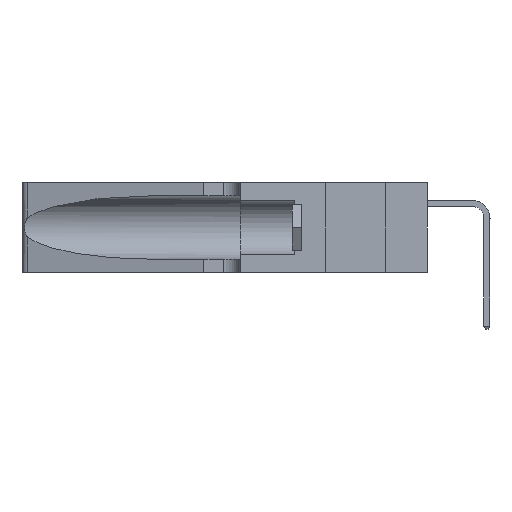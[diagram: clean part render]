
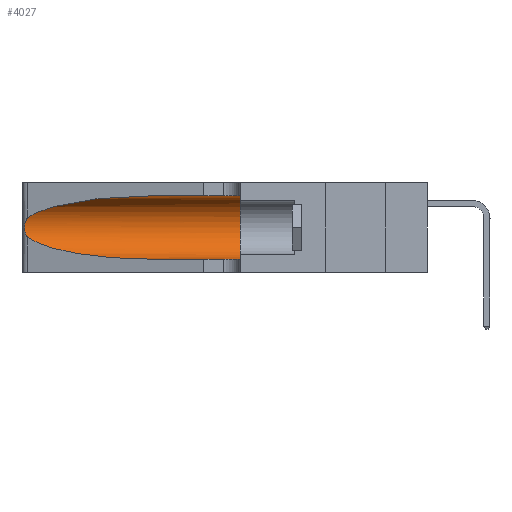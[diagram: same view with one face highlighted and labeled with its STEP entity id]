
A CAD part, left-side view. The second image highlights one B-rep face of the part: STEP entity #4027.
In plain terms, the highlighted cylindrical face has radius 3.308 mm (diameter 6.617 mm), a partial arc.
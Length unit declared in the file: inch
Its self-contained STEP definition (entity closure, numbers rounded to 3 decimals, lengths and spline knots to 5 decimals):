
#245 = ORIENTED_EDGE ( 'NONE', *, *, #1240, .T. ) ;
#335 = CARTESIAN_POINT ( 'NONE',  ( 0.1305, 1.61858, 0.31525 ) ) ;
#453 = CARTESIAN_POINT ( 'NONE',  ( 0.18966, 0.96281, 0.05475 ) ) ;
#557 = DIRECTION ( 'NONE',  ( 0., -1., 0. ) ) ;
#1240 = EDGE_CURVE ( 'NONE', #10847, #3692, #20059, .T. ) ;
#1339 = CARTESIAN_POINT ( 'NONE',  ( 0.1305, 0.35, 0.05475 ) ) ;
#1600 = EDGE_LOOP ( 'NONE', ( #11071, #245, #23252, #7602, #23800, #4180 ) ) ;
#2123 = AXIS2_PLACEMENT_3D ( 'NONE', #19631, #557, #14044 ) ;
#2359 = EDGE_CURVE ( 'NONE', #14630, #10847, #15728, .T. ) ;
#3692 = VERTEX_POINT ( 'NONE', #15086 ) ;
#4027 = ADVANCED_FACE ( 'NONE', ( #8491 ), #22326, .F. ) ;
#4180 = ORIENTED_EDGE ( 'NONE', *, *, #11036, .F. ) ;
#5738 = VECTOR ( 'NONE', #19584, 39.37008 ) ;
#6695 = CARTESIAN_POINT ( 'NONE',  ( 0.25555, 1.22994, 0.2215 ) ) ;
#7539 = VERTEX_POINT ( 'NONE', #12658 ) ;
#7602 = ORIENTED_EDGE ( 'NONE', *, *, #20123, .T. ) ;
#7786 = CARTESIAN_POINT ( 'NONE',  ( 0.25787, 1.23484, 0.2124 ) ) ;
#7869 = CARTESIAN_POINT ( 'NONE',  ( 0.25639, 1.23184, 0.21858 ) ) ;
#8491 = FACE_OUTER_BOUND ( 'NONE', #1600, .T. ) ;
#9863 = LINE ( 'NONE', #16484, #23730 ) ;
#10145 = CARTESIAN_POINT ( 'NONE',  ( 0.25487, 1.22718, 0.14631 ) ) ;
#10410 = EDGE_CURVE ( 'NONE', #3692, #7539, #18514, .T. ) ;
#10663 = AXIS2_PLACEMENT_3D ( 'NONE', #22004, #10793, #23956 ) ;
#10793 = DIRECTION ( 'NONE',  ( 0., 1., 0. ) ) ;
#10847 = VERTEX_POINT ( 'NONE', #20813 ) ;
#11036 = EDGE_CURVE ( 'NONE', #14630, #23293, #22009, .T. ) ;
#11071 = ORIENTED_EDGE ( 'NONE', *, *, #2359, .T. ) ;
#11966 = VERTEX_POINT ( 'NONE', #1339 ) ;
#12028 = CARTESIAN_POINT ( 'NONE',  ( 0.25487, 1.22718, 0.22369 ) ) ;
#12224 = CARTESIAN_POINT ( 'NONE',  ( 0.26075, 1.23896, 0.178 ) ) ;
#12302 = CARTESIAN_POINT ( 'NONE',  ( 0.25854, 1.2359, 0.20912 ) ) ;
#12316 = CARTESIAN_POINT ( 'NONE',  ( 0.25856, 1.23593, 0.16098 ) ) ;
#12345 = CARTESIAN_POINT ( 'NONE',  ( 0.26017, 1.23833, 0.17102 ) ) ;
#12556 = CARTESIAN_POINT ( 'NONE',  ( 0.26075, 1.23896, 0.19203 ) ) ;
#12585 = CARTESIAN_POINT ( 'NONE',  ( 0.26018, 1.23835, 0.19895 ) ) ;
#12658 = CARTESIAN_POINT ( 'NONE',  ( 0.1305, 0.72297, 0.05475 ) ) ;
#12853 = CARTESIAN_POINT ( 'NONE',  ( 0.1305, 0.72297, 0.31525 ) ) ;
#13504 = EDGE_CURVE ( 'NONE', #23293, #11966, #22502, .T. ) ;
#13942 = CARTESIAN_POINT ( 'NONE',  ( 0.1305, 0.72297, 0.05475 ) ) ;
#14044 = DIRECTION ( 'NONE',  ( 0., 0., -1. ) ) ;
#14630 = VERTEX_POINT ( 'NONE', #17832 ) ;
#15086 = CARTESIAN_POINT ( 'NONE',  ( 0.25487, 1.22718, 0.14631 ) ) ;
#15453 = CARTESIAN_POINT ( 'NONE',  ( 0.1305, 0.35, 0.31525 ) ) ;
#15728 =( BOUNDED_CURVE ( )  B_SPLINE_CURVE ( 3, ( #12853, #22282, #18807, #18946 ),
 .UNSPECIFIED., .F., .T. ) 
 B_SPLINE_CURVE_WITH_KNOTS ( ( 4, 4 ),
 ( 1.5708, 2.84003 ),
 .UNSPECIFIED. ) 
 CURVE ( )  GEOMETRIC_REPRESENTATION_ITEM ( )  RATIONAL_B_SPLINE_CURVE ( ( 1., 0.87, 0.87, 1. ) ) 
 REPRESENTATION_ITEM ( '' )  );
#16484 = CARTESIAN_POINT ( 'NONE',  ( 0.1305, 1.61858, 0.05475 ) ) ;
#17832 = CARTESIAN_POINT ( 'NONE',  ( 0.1305, 0.72297, 0.31525 ) ) ;
#18365 = DIRECTION ( 'NONE',  ( 0., -1., 0. ) ) ;
#18514 =( BOUNDED_CURVE ( )  B_SPLINE_CURVE ( 3, ( #10145, #21390, #453, #13942 ),
 .UNSPECIFIED., .F., .F. ) 
 B_SPLINE_CURVE_WITH_KNOTS ( ( 4, 4 ),
 ( 3.44316, 4.71239 ),
 .UNSPECIFIED. ) 
 CURVE ( )  GEOMETRIC_REPRESENTATION_ITEM ( )  RATIONAL_B_SPLINE_CURVE ( ( 1., 0.87, 0.87, 1. ) ) 
 REPRESENTATION_ITEM ( '' )  );
#18807 = CARTESIAN_POINT ( 'NONE',  ( 0.2373, 1.15595, 0.28018 ) ) ;
#18946 = CARTESIAN_POINT ( 'NONE',  ( 0.25487, 1.22718, 0.22369 ) ) ;
#19584 = DIRECTION ( 'NONE',  ( 0., -1., 0. ) ) ;
#19631 = CARTESIAN_POINT ( 'NONE',  ( 0.1305, 1.61858, 0.185 ) ) ;
#20059 = B_SPLINE_CURVE_WITH_KNOTS ( 'NONE', 3,
 ( #12028, #6695, #7869, #7786, #12302, #12585, #12556, #12224, #12345, #12316, #21430, #21508, #21505, #21477 ),
 .UNSPECIFIED., .F., .F.,
 ( 4, 2, 2, 2, 2, 2, 4 ),
 ( 0., 0.00027, 0.00053, 0.00107, 0.0016, 0.00187, 0.00214 ),
 .UNSPECIFIED. ) ;
#20123 = EDGE_CURVE ( 'NONE', #7539, #11966, #9863, .T. ) ;
#20813 = CARTESIAN_POINT ( 'NONE',  ( 0.25487, 1.22718, 0.22369 ) ) ;
#21390 = CARTESIAN_POINT ( 'NONE',  ( 0.2373, 1.15595, 0.08982 ) ) ;
#21430 = CARTESIAN_POINT ( 'NONE',  ( 0.25789, 1.23486, 0.15765 ) ) ;
#21477 = CARTESIAN_POINT ( 'NONE',  ( 0.25487, 1.22718, 0.14631 ) ) ;
#21505 = CARTESIAN_POINT ( 'NONE',  ( 0.25555, 1.22993, 0.14849 ) ) ;
#21508 = CARTESIAN_POINT ( 'NONE',  ( 0.25639, 1.23186, 0.15144 ) ) ;
#22004 = CARTESIAN_POINT ( 'NONE',  ( 0.1305, 0.35, 0.185 ) ) ;
#22009 = LINE ( 'NONE', #335, #5738 ) ;
#22282 = CARTESIAN_POINT ( 'NONE',  ( 0.18966, 0.96281, 0.31525 ) ) ;
#22326 = CYLINDRICAL_SURFACE ( 'NONE', #2123, 0.13025 ) ;
#22502 = CIRCLE ( 'NONE', #10663, 0.13025 ) ;
#23252 = ORIENTED_EDGE ( 'NONE', *, *, #10410, .T. ) ;
#23293 = VERTEX_POINT ( 'NONE', #15453 ) ;
#23730 = VECTOR ( 'NONE', #18365, 39.37008 ) ;
#23800 = ORIENTED_EDGE ( 'NONE', *, *, #13504, .F. ) ;
#23956 = DIRECTION ( 'NONE',  ( 0., 0., 1. ) ) ;
